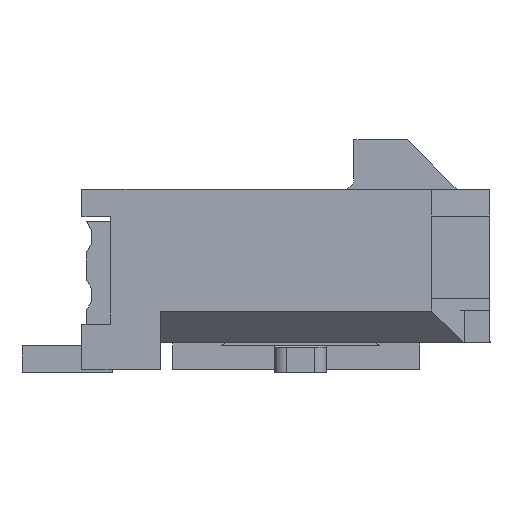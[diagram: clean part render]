
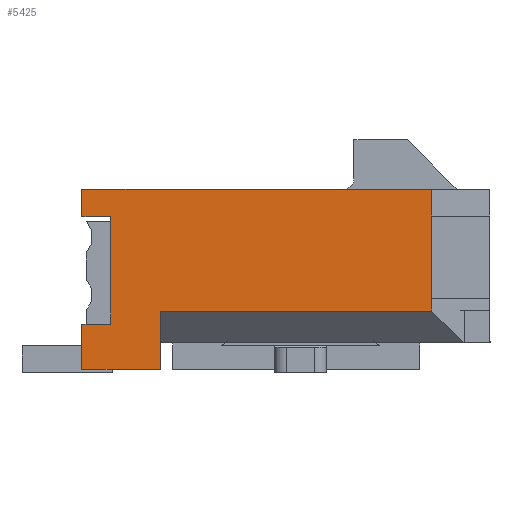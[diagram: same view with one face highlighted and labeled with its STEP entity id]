
A CAD part, left-side view. The second image highlights one B-rep face of the part: STEP entity #5425.
In plain terms, the highlighted planar face has unit normal (-1, 0, 0).
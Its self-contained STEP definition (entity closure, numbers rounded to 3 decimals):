
#646=ORIENTED_EDGE('',*,*,#2116,.T.);
#647=ORIENTED_EDGE('',*,*,#2117,.T.);
#648=ORIENTED_EDGE('',*,*,#2109,.T.);
#649=ORIENTED_EDGE('',*,*,#2118,.T.);
#650=ORIENTED_EDGE('',*,*,#2119,.F.);
#651=ORIENTED_EDGE('',*,*,#2120,.T.);
#652=ORIENTED_EDGE('',*,*,#2121,.F.);
#653=ORIENTED_EDGE('',*,*,#2122,.F.);
#654=ORIENTED_EDGE('',*,*,#2123,.F.);
#655=ORIENTED_EDGE('',*,*,#1751,.T.);
#656=ORIENTED_EDGE('',*,*,#2115,.T.);
#657=ORIENTED_EDGE('',*,*,#2124,.T.);
#1751=EDGE_CURVE('',#2535,#2534,#3046,.T.);
#2109=EDGE_CURVE('',#2812,#2813,#3404,.T.);
#2115=EDGE_CURVE('',#2534,#2817,#3410,.T.);
#2116=EDGE_CURVE('',#2818,#2819,#3411,.T.);
#2117=EDGE_CURVE('',#2819,#2812,#3412,.T.);
#2118=EDGE_CURVE('',#2813,#2820,#3413,.T.);
#2119=EDGE_CURVE('',#2821,#2820,#3414,.T.);
#2120=EDGE_CURVE('',#2821,#2822,#3415,.T.);
#2121=EDGE_CURVE('',#2823,#2822,#3416,.T.);
#2122=EDGE_CURVE('',#2824,#2823,#3417,.T.);
#2123=EDGE_CURVE('',#2535,#2824,#3418,.T.);
#2124=EDGE_CURVE('',#2817,#2818,#3419,.T.);
#2534=VERTEX_POINT('',#7545);
#2535=VERTEX_POINT('',#7547);
#2812=VERTEX_POINT('',#8246);
#2813=VERTEX_POINT('',#8247);
#2817=VERTEX_POINT('',#8257);
#2818=VERTEX_POINT('',#8261);
#2819=VERTEX_POINT('',#8262);
#2820=VERTEX_POINT('',#8265);
#2821=VERTEX_POINT('',#8267);
#2822=VERTEX_POINT('',#8269);
#2823=VERTEX_POINT('',#8271);
#2824=VERTEX_POINT('',#8273);
#3046=LINE('',#7546,#3815);
#3404=LINE('',#8245,#4173);
#3410=LINE('',#8258,#4179);
#3411=LINE('',#8260,#4180);
#3412=LINE('',#8263,#4181);
#3413=LINE('',#8264,#4182);
#3414=LINE('',#8266,#4183);
#3415=LINE('',#8268,#4184);
#3416=LINE('',#8270,#4185);
#3417=LINE('',#8272,#4186);
#3418=LINE('',#8274,#4187);
#3419=LINE('',#8275,#4188);
#3815=VECTOR('',#6090,1000.);
#4173=VECTOR('',#6576,1000.);
#4179=VECTOR('',#6584,1000.);
#4180=VECTOR('',#6587,1000.);
#4181=VECTOR('',#6588,1000.);
#4182=VECTOR('',#6589,1000.);
#4183=VECTOR('',#6590,1000.);
#4184=VECTOR('',#6591,1000.);
#4185=VECTOR('',#6592,1000.);
#4186=VECTOR('',#6593,1000.);
#4187=VECTOR('',#6594,1000.);
#4188=VECTOR('',#6595,1000.);
#4581=EDGE_LOOP('',(#646,#647,#648,#649,#650,#651,#652,#653,#654,#655,#656,
#657));
#4876=FACE_BOUND('',#4581,.T.);
#5156=PLANE('',#5740);
#5425=ADVANCED_FACE('',(#4876),#5156,.T.);
#5740=AXIS2_PLACEMENT_3D('',#8259,#6585,#6586);
#6090=DIRECTION('',(0.,1.,0.));
#6576=DIRECTION('',(0.,0.,-1.));
#6584=DIRECTION('',(0.,0.,-1.));
#6585=DIRECTION('',(-1.,0.,0.));
#6586=DIRECTION('',(0.,0.,1.));
#6587=DIRECTION('',(0.,0.,-1.));
#6588=DIRECTION('',(0.,1.,0.));
#6589=DIRECTION('',(0.,-1.,0.));
#6590=DIRECTION('',(0.,0.,-1.));
#6591=DIRECTION('',(0.,-1.,0.));
#6592=DIRECTION('',(0.,0.,-1.));
#6593=DIRECTION('',(0.,0.,-1.));
#6594=DIRECTION('',(0.,0.,-1.));
#6595=DIRECTION('',(0.,-1.,0.));
#7545=CARTESIAN_POINT('',(-10.825,4.95,2.185));
#7546=CARTESIAN_POINT('',(-10.825,-4.95,2.185));
#7547=CARTESIAN_POINT('',(-10.825,-3.536,2.185));
#8245=CARTESIAN_POINT('',(-10.825,4.95,2.185));
#8246=CARTESIAN_POINT('',(-10.825,4.95,-1.085));
#8247=CARTESIAN_POINT('',(-10.825,4.95,-2.185));
#8257=CARTESIAN_POINT('',(-10.825,4.95,1.515));
#8258=CARTESIAN_POINT('',(-10.825,4.95,2.185));
#8259=CARTESIAN_POINT('',(-10.825,0.,0.));
#8260=CARTESIAN_POINT('',(-10.825,4.25,0.));
#8261=CARTESIAN_POINT('',(-10.825,4.25,1.515));
#8262=CARTESIAN_POINT('',(-10.825,4.25,-1.085));
#8263=CARTESIAN_POINT('',(-10.825,0.,-1.085));
#8264=CARTESIAN_POINT('',(-10.825,4.95,-2.185));
#8265=CARTESIAN_POINT('',(-10.825,3.05,-2.185));
#8266=CARTESIAN_POINT('',(-10.825,3.05,-2.185));
#8267=CARTESIAN_POINT('',(-10.825,3.05,-0.771));
#8268=CARTESIAN_POINT('',(-10.825,3.05,-0.771));
#8269=CARTESIAN_POINT('',(-10.825,-3.536,-0.771));
#8270=CARTESIAN_POINT('',(-10.825,-3.536,0.));
#8271=CARTESIAN_POINT('',(-10.825,-3.536,-0.465));
#8272=CARTESIAN_POINT('',(-10.825,-3.536,1.535));
#8273=CARTESIAN_POINT('',(-10.825,-3.536,1.535));
#8274=CARTESIAN_POINT('',(-10.825,-3.536,0.));
#8275=CARTESIAN_POINT('',(-10.825,0.,1.515));
